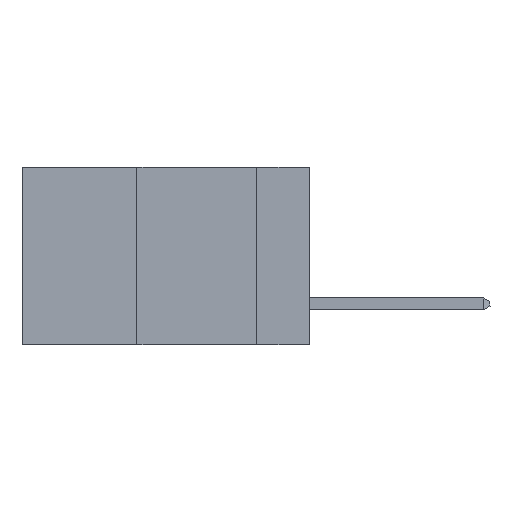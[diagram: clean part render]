
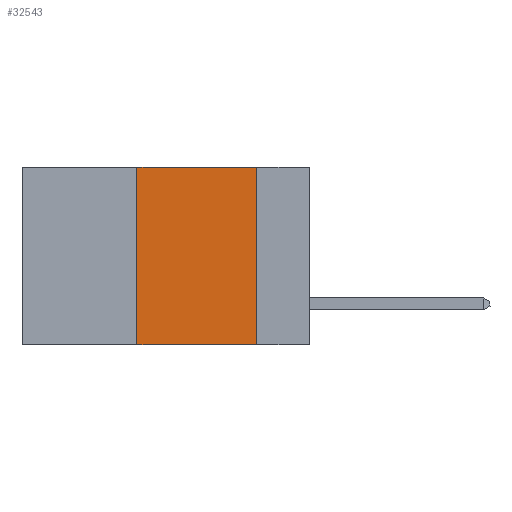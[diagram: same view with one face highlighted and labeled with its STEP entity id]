
A CAD part, left-side view. The second image highlights one B-rep face of the part: STEP entity #32543.
In plain terms, the highlighted planar face has unit normal (-1, 0, 0).
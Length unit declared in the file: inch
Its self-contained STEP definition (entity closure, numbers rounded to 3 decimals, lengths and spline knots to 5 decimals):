
#541 = ORIENTED_EDGE ( 'NONE', *, *, #16339, .F. ) ;
#976 = ORIENTED_EDGE ( 'NONE', *, *, #6162, .T. ) ;
#1685 = EDGE_CURVE ( 'NONE', #2571, #4495, #30612, .T. ) ;
#1884 = CARTESIAN_POINT ( 'NONE',  ( 0., 0.36, 0. ) ) ;
#1920 = VECTOR ( 'NONE', #29364, 39.37008 ) ;
#2571 = VERTEX_POINT ( 'NONE', #12968 ) ;
#2811 = VECTOR ( 'NONE', #29820, 39.37008 ) ;
#3553 = CARTESIAN_POINT ( 'NONE',  ( 0., 0.11, 0. ) ) ;
#3781 = EDGE_LOOP ( 'NONE', ( #8924, #30771, #541, #976 ) ) ;
#3846 = AXIS2_PLACEMENT_3D ( 'NONE', #18849, #11290, #29103 ) ;
#4495 = VERTEX_POINT ( 'NONE', #3553 ) ;
#6162 = EDGE_CURVE ( 'NONE', #17534, #31062, #20707, .T. ) ;
#8924 = ORIENTED_EDGE ( 'NONE', *, *, #18059, .F. ) ;
#10233 = DIRECTION ( 'NONE',  ( 0., -1., 0. ) ) ;
#11290 = DIRECTION ( 'NONE',  ( 1., 0., 0. ) ) ;
#12068 = CARTESIAN_POINT ( 'NONE',  ( 0., 0.36, -0.37 ) ) ;
#12968 = CARTESIAN_POINT ( 'NONE',  ( 0., 0.36, 0. ) ) ;
#13103 = VECTOR ( 'NONE', #10233, 39.37008 ) ;
#14133 = CARTESIAN_POINT ( 'NONE',  ( 0., 0.11, 0. ) ) ;
#15458 = LINE ( 'NONE', #1884, #17050 ) ;
#16339 = EDGE_CURVE ( 'NONE', #17534, #2571, #15458, .T. ) ;
#17050 = VECTOR ( 'NONE', #17119, 39.37008 ) ;
#17119 = DIRECTION ( 'NONE',  ( 0., 0., 1. ) ) ;
#17534 = VERTEX_POINT ( 'NONE', #12068 ) ;
#18059 = EDGE_CURVE ( 'NONE', #4495, #31062, #27406, .T. ) ;
#18538 = FACE_OUTER_BOUND ( 'NONE', #3781, .T. ) ;
#18849 = CARTESIAN_POINT ( 'NONE',  ( 0., 0.6, 0. ) ) ;
#19705 = CARTESIAN_POINT ( 'NONE',  ( 0., 0.6, 0. ) ) ;
#20707 = LINE ( 'NONE', #28025, #13103 ) ;
#26554 = PLANE ( 'NONE',  #3846 ) ;
#27406 = LINE ( 'NONE', #14133, #1920 ) ;
#28025 = CARTESIAN_POINT ( 'NONE',  ( 0., 0.6, -0.37 ) ) ;
#28417 = CARTESIAN_POINT ( 'NONE',  ( 0., 0.11, -0.37 ) ) ;
#29103 = DIRECTION ( 'NONE',  ( 0., 0., -1. ) ) ;
#29364 = DIRECTION ( 'NONE',  ( 0., 0., -1. ) ) ;
#29820 = DIRECTION ( 'NONE',  ( 0., -1., 0. ) ) ;
#30612 = LINE ( 'NONE', #19705, #2811 ) ;
#30771 = ORIENTED_EDGE ( 'NONE', *, *, #1685, .F. ) ;
#31062 = VERTEX_POINT ( 'NONE', #28417 ) ;
#32543 = ADVANCED_FACE ( 'NONE', ( #18538 ), #26554, .F. ) ;
